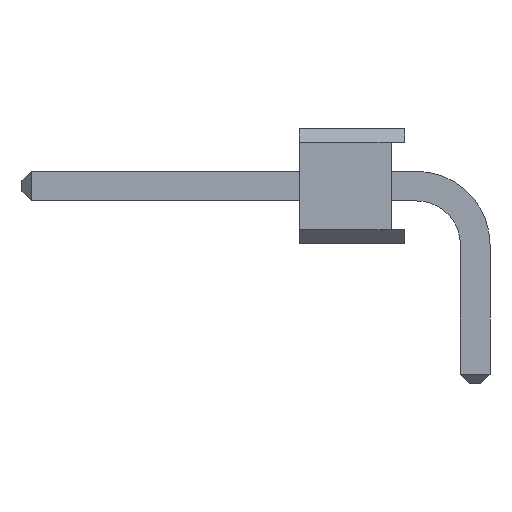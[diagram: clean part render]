
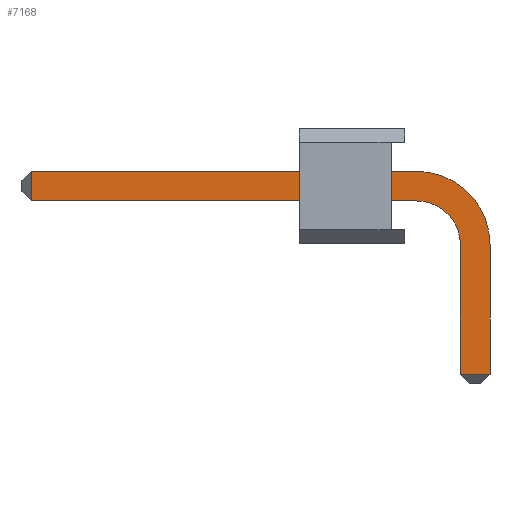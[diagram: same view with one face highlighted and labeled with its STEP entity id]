
A CAD part, left-side view. The second image highlights one B-rep face of the part: STEP entity #7168.
In plain terms, the highlighted planar face has unit normal (-1, 0, 0).
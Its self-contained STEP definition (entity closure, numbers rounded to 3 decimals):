
#143 = CARTESIAN_POINT ( 'NONE',  ( -0.32, -0.32, -2.8 ) ) ;
#210 = CARTESIAN_POINT ( 'NONE',  ( -0.32, 1.27, 1.59 ) ) ;
#471 = ORIENTED_EDGE ( 'NONE', *, *, #4929, .F. ) ;
#524 = CARTESIAN_POINT ( 'NONE',  ( -0.32, 0.32, -2.8 ) ) ;
#783 = CARTESIAN_POINT ( 'NONE',  ( -0.32, -0.32, -3. ) ) ;
#901 = EDGE_LOOP ( 'NONE', ( #5249, #6035, #1132, #9179, #14077, #3358, #7391, #471 ) ) ;
#1132 = ORIENTED_EDGE ( 'NONE', *, *, #2144, .T. ) ;
#1251 = AXIS2_PLACEMENT_3D ( 'NONE', #8270, #11520, #9678 ) ;
#1349 = VERTEX_POINT ( 'NONE', #210 ) ;
#1473 = DIRECTION ( 'NONE',  ( 1., 0., 0. ) ) ;
#1639 = EDGE_CURVE ( 'NONE', #3034, #10771, #6403, .T. ) ;
#1690 = AXIS2_PLACEMENT_3D ( 'NONE', #4668, #11353, #2501 ) ;
#1958 = CARTESIAN_POINT ( 'NONE',  ( -0.32, 0.32, 0. ) ) ;
#2098 = LINE ( 'NONE', #9895, #10988 ) ;
#2144 = EDGE_CURVE ( 'NONE', #11230, #11882, #10232, .T. ) ;
#2318 = VECTOR ( 'NONE', #12015, 1000. ) ;
#2501 = DIRECTION ( 'NONE',  ( 0., 0., 1. ) ) ;
#3034 = VERTEX_POINT ( 'NONE', #4894 ) ;
#3358 = ORIENTED_EDGE ( 'NONE', *, *, #4893, .F. ) ;
#3409 = VERTEX_POINT ( 'NONE', #3928 ) ;
#3928 = CARTESIAN_POINT ( 'NONE',  ( -0.32, -0.32, -2.8 ) ) ;
#3931 = LINE ( 'NONE', #6081, #13339 ) ;
#4408 = LINE ( 'NONE', #143, #2318 ) ;
#4668 = CARTESIAN_POINT ( 'NONE',  ( -0.32, 1.27, 0. ) ) ;
#4893 = EDGE_CURVE ( 'NONE', #1349, #6002, #9028, .T. ) ;
#4894 = CARTESIAN_POINT ( 'NONE',  ( -0.32, 9.61, 0.95 ) ) ;
#4929 = EDGE_CURVE ( 'NONE', #3034, #7992, #3931, .T. ) ;
#5249 = ORIENTED_EDGE ( 'NONE', *, *, #1639, .T. ) ;
#5684 = EDGE_CURVE ( 'NONE', #3409, #11882, #4408, .T. ) ;
#6002 = VERTEX_POINT ( 'NONE', #11364 ) ;
#6035 = ORIENTED_EDGE ( 'NONE', *, *, #8745, .T. ) ;
#6081 = CARTESIAN_POINT ( 'NONE',  ( -0.32, 9.61, 1.59 ) ) ;
#6308 = CIRCLE ( 'NONE', #1251, 0.95 ) ;
#6337 = LINE ( 'NONE', #783, #12774 ) ;
#6403 = LINE ( 'NONE', #11731, #13341 ) ;
#7168 = ADVANCED_FACE ( 'NONE', ( #12422 ), #8231, .F. ) ;
#7391 = ORIENTED_EDGE ( 'NONE', *, *, #13860, .F. ) ;
#7605 = DIRECTION ( 'NONE',  ( 0., -1., 0. ) ) ;
#7813 = CARTESIAN_POINT ( 'NONE',  ( -0.32, 1.27, 0.95 ) ) ;
#7890 = CARTESIAN_POINT ( 'NONE',  ( -0.32, 9.61, 1.59 ) ) ;
#7992 = VERTEX_POINT ( 'NONE', #7890 ) ;
#8231 = PLANE ( 'NONE',  #9223 ) ;
#8270 = CARTESIAN_POINT ( 'NONE',  ( -0.32, 1.27, 0. ) ) ;
#8745 = EDGE_CURVE ( 'NONE', #10771, #11230, #6308, .T. ) ;
#9028 = CIRCLE ( 'NONE', #1690, 1.59 ) ;
#9179 = ORIENTED_EDGE ( 'NONE', *, *, #5684, .F. ) ;
#9223 = AXIS2_PLACEMENT_3D ( 'NONE', #9233, #1473, #12345 ) ;
#9233 = CARTESIAN_POINT ( 'NONE',  ( -0.32, 1.27, 1.59 ) ) ;
#9678 = DIRECTION ( 'NONE',  ( 0., 0., 1. ) ) ;
#9895 = CARTESIAN_POINT ( 'NONE',  ( -0.32, 1.27, 1.59 ) ) ;
#10232 = LINE ( 'NONE', #12507, #13537 ) ;
#10514 = DIRECTION ( 'NONE',  ( 0., 0., -1. ) ) ;
#10771 = VERTEX_POINT ( 'NONE', #7813 ) ;
#10988 = VECTOR ( 'NONE', #7605, 1000. ) ;
#11230 = VERTEX_POINT ( 'NONE', #1958 ) ;
#11353 = DIRECTION ( 'NONE',  ( 1., 0., 0. ) ) ;
#11364 = CARTESIAN_POINT ( 'NONE',  ( -0.32, -0.32, 0. ) ) ;
#11520 = DIRECTION ( 'NONE',  ( 1., 0., 0. ) ) ;
#11731 = CARTESIAN_POINT ( 'NONE',  ( -0.32, 1.27, 0.95 ) ) ;
#11882 = VERTEX_POINT ( 'NONE', #524 ) ;
#12015 = DIRECTION ( 'NONE',  ( 0., 1., 0. ) ) ;
#12345 = DIRECTION ( 'NONE',  ( 0., 0., -1. ) ) ;
#12422 = FACE_OUTER_BOUND ( 'NONE', #901, .T. ) ;
#12507 = CARTESIAN_POINT ( 'NONE',  ( -0.32, 0.32, -3. ) ) ;
#12515 = EDGE_CURVE ( 'NONE', #6002, #3409, #6337, .T. ) ;
#12697 = DIRECTION ( 'NONE',  ( 0., 0., 1. ) ) ;
#12774 = VECTOR ( 'NONE', #13893, 1000. ) ;
#12945 = DIRECTION ( 'NONE',  ( 0., -1., 0. ) ) ;
#13339 = VECTOR ( 'NONE', #12697, 1000. ) ;
#13341 = VECTOR ( 'NONE', #12945, 1000. ) ;
#13537 = VECTOR ( 'NONE', #10514, 1000. ) ;
#13860 = EDGE_CURVE ( 'NONE', #7992, #1349, #2098, .T. ) ;
#13893 = DIRECTION ( 'NONE',  ( 0., 0., -1. ) ) ;
#14077 = ORIENTED_EDGE ( 'NONE', *, *, #12515, .F. ) ;
